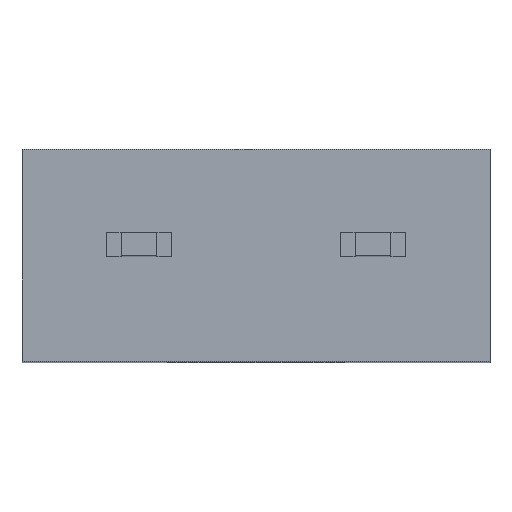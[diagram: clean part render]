
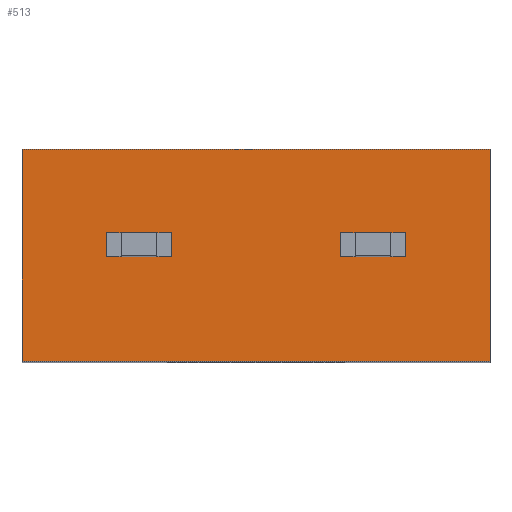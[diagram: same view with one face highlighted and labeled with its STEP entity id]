
A CAD part, top view. The second image highlights one B-rep face of the part: STEP entity #513.
In plain terms, the highlighted planar face has unit normal (0, 0, 1).
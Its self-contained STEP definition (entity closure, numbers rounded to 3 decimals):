
#5=DIRECTION('',(1.,0.,0.));
#6=VECTOR('',#5,10.16);
#7=CARTESIAN_POINT('',(-5.08,0.,7.5));
#8=LINE('',#7,#6);
#65=DIRECTION('',(0.,1.,0.));
#66=VECTOR('',#65,4.6);
#67=CARTESIAN_POINT('',(5.08,0.,7.5));
#68=LINE('',#67,#66);
#73=DIRECTION('',(0.,1.,0.));
#74=VECTOR('',#73,4.6);
#75=CARTESIAN_POINT('',(-5.08,0.,7.5));
#76=LINE('',#75,#74);
#77=DIRECTION('',(0.,1.,0.));
#78=VECTOR('',#77,0.51);
#79=CARTESIAN_POINT('',(1.84,2.27,7.5));
#80=LINE('',#79,#78);
#81=DIRECTION('',(0.,1.,0.));
#82=VECTOR('',#81,0.51);
#83=CARTESIAN_POINT('',(3.24,2.27,7.5));
#84=LINE('',#83,#82);
#85=DIRECTION('',(0.,1.,0.));
#86=VECTOR('',#85,0.51);
#87=CARTESIAN_POINT('',(-1.84,2.27,7.5));
#88=LINE('',#87,#86);
#97=DIRECTION('',(1.,0.,0.));
#98=VECTOR('',#97,10.16);
#99=CARTESIAN_POINT('',(-5.08,4.6,7.5));
#100=LINE('',#99,#98);
#105=DIRECTION('',(1.,0.,0.));
#106=VECTOR('',#105,1.4);
#107=CARTESIAN_POINT('',(1.84,2.78,7.5));
#108=LINE('',#107,#106);
#157=DIRECTION('',(1.,0.,0.));
#158=VECTOR('',#157,1.4);
#159=CARTESIAN_POINT('',(-3.24,2.78,7.5));
#160=LINE('',#159,#158);
#173=DIRECTION('',(-1.,0.,0.));
#174=VECTOR('',#173,1.4);
#175=CARTESIAN_POINT('',(3.24,2.27,7.5));
#176=LINE('',#175,#174);
#197=DIRECTION('',(-1.,0.,0.));
#198=VECTOR('',#197,1.4);
#199=CARTESIAN_POINT('',(-1.84,2.27,7.5));
#200=LINE('',#199,#198);
#281=DIRECTION('',(0.,1.,0.));
#282=VECTOR('',#281,0.51);
#283=CARTESIAN_POINT('',(-3.24,2.27,7.5));
#284=LINE('',#283,#282);
#294=CARTESIAN_POINT('',(-5.08,0.,7.5));
#296=VERTEX_POINT('',#294);
#297=CARTESIAN_POINT('',(5.08,0.,7.5));
#298=VERTEX_POINT('',#297);
#301=CARTESIAN_POINT('',(-5.08,4.6,7.5));
#302=CARTESIAN_POINT('',(5.08,4.6,7.5));
#303=VERTEX_POINT('',#301);
#304=VERTEX_POINT('',#302);
#349=CARTESIAN_POINT('',(3.24,2.27,7.5));
#350=CARTESIAN_POINT('',(3.24,2.78,7.5));
#351=VERTEX_POINT('',#349);
#352=VERTEX_POINT('',#350);
#353=CARTESIAN_POINT('',(1.84,2.27,7.5));
#354=CARTESIAN_POINT('',(1.84,2.78,7.5));
#355=VERTEX_POINT('',#353);
#356=VERTEX_POINT('',#354);
#373=CARTESIAN_POINT('',(-1.84,2.27,7.5));
#375=VERTEX_POINT('',#373);
#377=CARTESIAN_POINT('',(-3.24,2.27,7.5));
#379=VERTEX_POINT('',#377);
#381=CARTESIAN_POINT('',(-1.84,2.78,7.5));
#382=VERTEX_POINT('',#381);
#383=CARTESIAN_POINT('',(-3.24,2.78,7.5));
#384=VERTEX_POINT('',#383);
#481=CARTESIAN_POINT('',(-5.08,0.,7.5));
#482=DIRECTION('',(0.,0.,1.));
#483=DIRECTION('',(1.,0.,0.));
#484=AXIS2_PLACEMENT_3D('',#481,#482,#483);
#485=PLANE('',#484);
#486=ORIENTED_EDGE('',*,*,#396,.F.);
#487=ORIENTED_EDGE('',*,*,#422,.T.);
#489=ORIENTED_EDGE('',*,*,#488,.T.);
#490=ORIENTED_EDGE('',*,*,#472,.F.);
#491=EDGE_LOOP('',(#486,#487,#489,#490));
#492=FACE_OUTER_BOUND('',#491,.F.);
#494=ORIENTED_EDGE('',*,*,#493,.F.);
#496=ORIENTED_EDGE('',*,*,#495,.F.);
#498=ORIENTED_EDGE('',*,*,#497,.F.);
#500=ORIENTED_EDGE('',*,*,#499,.T.);
#501=EDGE_LOOP('',(#494,#496,#498,#500));
#502=FACE_BOUND('',#501,.F.);
#504=ORIENTED_EDGE('',*,*,#503,.F.);
#506=ORIENTED_EDGE('',*,*,#505,.F.);
#508=ORIENTED_EDGE('',*,*,#507,.F.);
#510=ORIENTED_EDGE('',*,*,#509,.T.);
#511=EDGE_LOOP('',(#504,#506,#508,#510));
#512=FACE_BOUND('',#511,.F.);
#513=ADVANCED_FACE('',(#492,#502,#512),#485,.T.);
#396=EDGE_CURVE('',#296,#298,#8,.T.);
#422=EDGE_CURVE('',#296,#303,#76,.T.);
#472=EDGE_CURVE('',#298,#304,#68,.T.);
#488=EDGE_CURVE('',#303,#304,#100,.T.);
#493=EDGE_CURVE('',#356,#352,#108,.T.);
#495=EDGE_CURVE('',#355,#356,#80,.T.);
#497=EDGE_CURVE('',#351,#355,#176,.T.);
#499=EDGE_CURVE('',#351,#352,#84,.T.);
#503=EDGE_CURVE('',#384,#382,#160,.T.);
#505=EDGE_CURVE('',#379,#384,#284,.T.);
#507=EDGE_CURVE('',#375,#379,#200,.T.);
#509=EDGE_CURVE('',#375,#382,#88,.T.);
